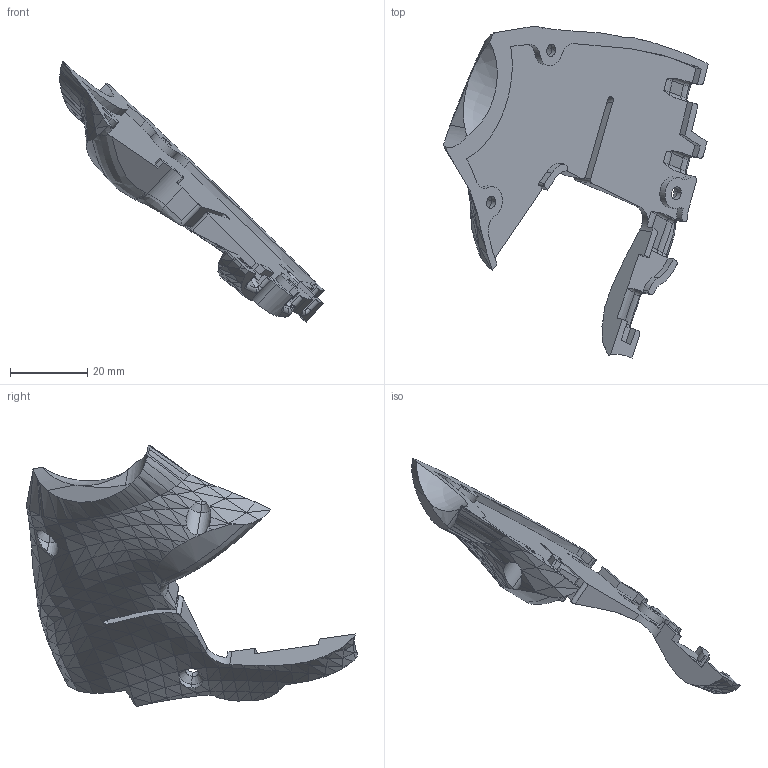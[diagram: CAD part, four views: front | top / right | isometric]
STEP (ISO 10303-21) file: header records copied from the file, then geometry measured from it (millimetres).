
FILE_DESCRIPTION((''),'2;1');
FILE_NAME('OBMP-FAH-1857','2023-10-12T14:37:41',('ccha425'),('Department of Mechanical Engineering, The University of Auckland'),'CREO PARAMETRIC BY PTC INC, 2017260','CREO PARAMETRIC BY PTC INC, 2017260','');
FILE_SCHEMA(('CONFIG_CONTROL_DESIGN'));
Length unit declared in the file: millimetre
Products named in the file (1): OBMP-FAH-1857
Bounding box: 68.47 x 85.9 x 67.59 mm (x, y, z)
Volume: 23675.5 mm3; surface area: 10637.1 mm2
Topology: 1 solids, 1 shells, 636 faces, 1379 edges, 742 vertices
Faces by surface type: plane 489, cylinder 74, bspline 41, torus 16, extrusion 9, cone 6, sphere 1
Entity records: 18845 total; most frequent: CARTESIAN_POINT 5749, ORIENTED_EDGE 2758, DIRECTION 2489, EDGE_CURVE 1379, VECTOR 1005, LINE 996, AXIS2_PLACEMENT_3D 742, VERTEX_POINT 742
